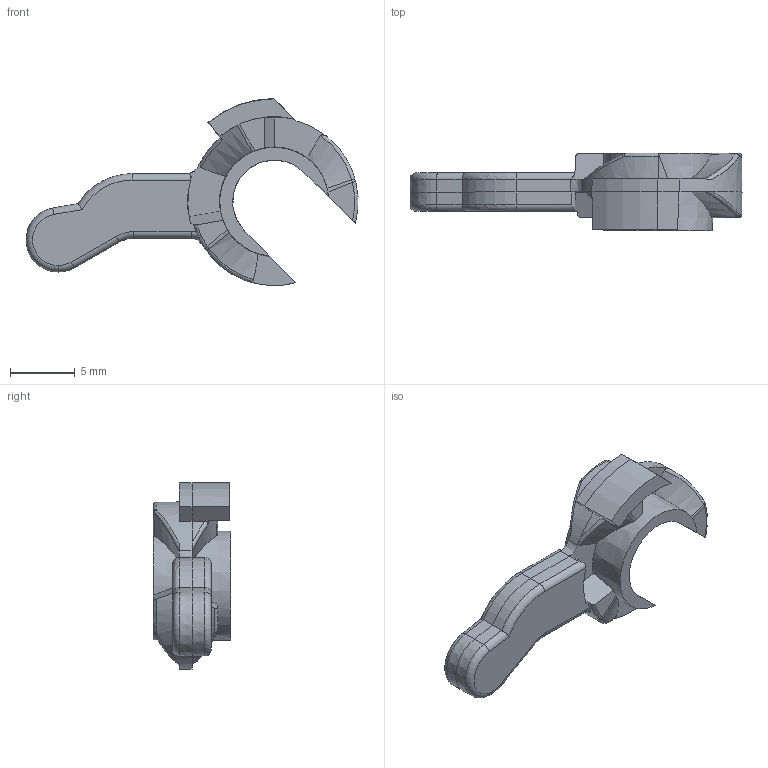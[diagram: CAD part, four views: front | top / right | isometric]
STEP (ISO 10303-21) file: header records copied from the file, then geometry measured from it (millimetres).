
FILE_DESCRIPTION (( 'STEP AP214' ), '1' );
FILE_NAME ('2117-G.STEP', '2016-06-01T14:27:46', ( '' ), ( '' ), 'SwSTEP 2.0', 'SolidWorks 2015', '' );
FILE_SCHEMA (( 'AUTOMOTIVE_DESIGN' ));
Length unit declared in the file: millimetre
Products named in the file (1): 2117-G
Bounding box: 25.73 x 6 x 14.49 mm (x, y, z)
Volume: 478.2 mm3; surface area: 687.9 mm2
Topology: 1 solids, 1 shells, 111 faces, 283 edges, 174 vertices
Faces by surface type: plane 34, bspline 30, cone 25, torus 14, cylinder 8
Entity records: 4353 total; most frequent: CARTESIAN_POINT 1923, ORIENTED_EDGE 566, DIRECTION 433, EDGE_CURVE 283, AXIS2_PLACEMENT_3D 184, VERTEX_POINT 174, FACE_OUTER_BOUND 111, EDGE_LOOP 111
